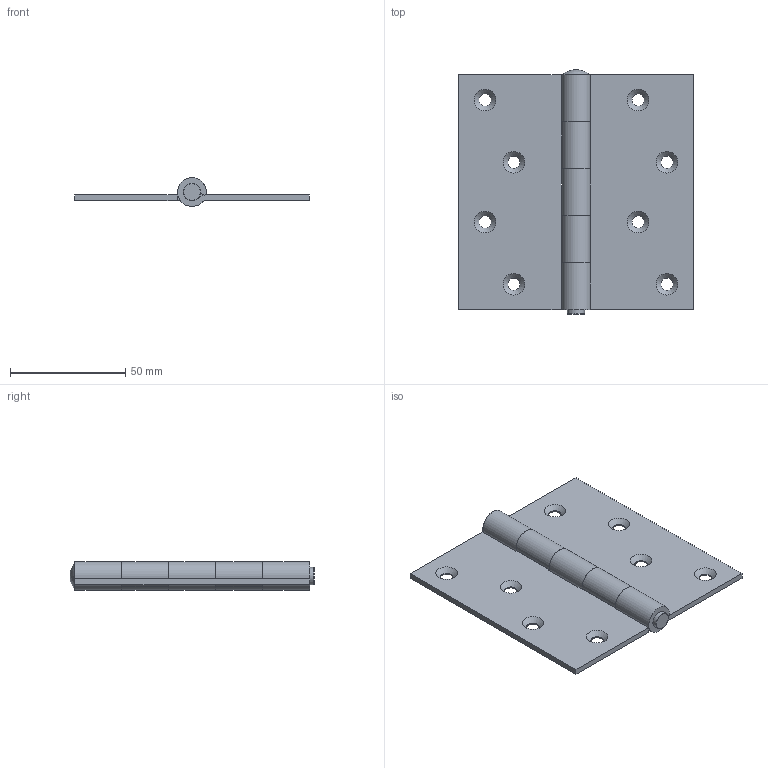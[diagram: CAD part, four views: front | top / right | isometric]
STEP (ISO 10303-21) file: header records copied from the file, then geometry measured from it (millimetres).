
FILE_DESCRIPTION (( 'STEP AP203' ), '1' );
FILE_NAME ('458-13.step', '2021-11-25T13:28:21', ( '' ), ( '' ), 'SwSTEP 2.0', 'SolidWorks 2018', '' );
FILE_SCHEMA (( 'CONFIG_CONTROL_DESIGN' ));
Length unit declared in the file: millimetre
Products named in the file (7): 458-13 Teil3; 458-13; 458-13 Teil1; 458-13 Teil2
Assembly tree (3 placements, depth 2):
  458-13 Teil3
  458-13
    458-13 Teil1
    458-13 Teil2
    458-13 Teil3
  458-13 Teil1
  458-13 Teil2
Bounding box: 102 x 106.14 x 12.47 mm (x, y, z)
Volume: 34699.1 mm3; surface area: 29428.5 mm2
Topology: 3 solids, 3 shells, 262 faces, 705 edges, 470 vertices
Faces by surface type: plane 136, bspline 87, cylinder 29, cone 9, sphere 1
Full cylindrical faces by diameter (mm): 5.4 x8, 7.5 x1
Entity records: 13005 total; most frequent: CARTESIAN_POINT 6417, ORIENTED_EDGE 1358, DIRECTION 937, EDGE_CURVE 679, VERTEX_POINT 462, LINE 437, VECTOR 437, EDGE_LOOP 317
